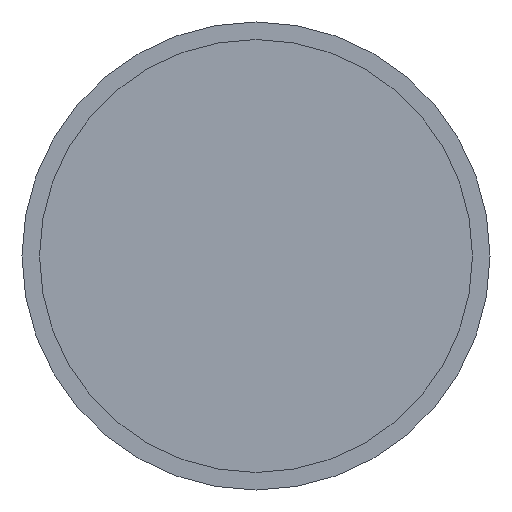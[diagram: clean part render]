
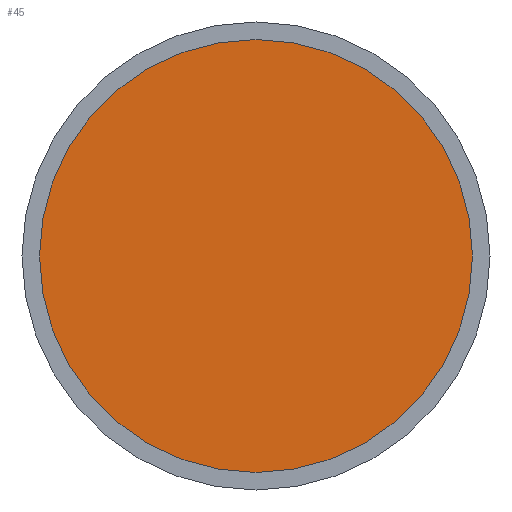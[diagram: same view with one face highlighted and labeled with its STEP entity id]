
A CAD part, front view. The second image highlights one B-rep face of the part: STEP entity #45.
In plain terms, the highlighted planar face has unit normal (0, -1, 0).
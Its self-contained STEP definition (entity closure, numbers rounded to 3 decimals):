
#45 = ADVANCED_FACE( '', ( #104 ), #105, .F. );
#104 = FACE_OUTER_BOUND( '', #187, .T. );
#105 = PLANE( '', #188 );
#187 = EDGE_LOOP( '', ( #298 ) );
#188 = AXIS2_PLACEMENT_3D( '', #299, #300, #301 );
#298 = ORIENTED_EDGE( '', *, *, #437, .T. );
#299 = CARTESIAN_POINT( '', ( 46.25, 3., 0. ) );
#300 = DIRECTION( '', ( 0., 1., 0. ) );
#301 = DIRECTION( '', ( 0., 0., 1. ) );
#437 = EDGE_CURVE( '', #487, #487, #488, .T. );
#487 = VERTEX_POINT( '', #560 );
#488 = CIRCLE( '', #561, 46.25 );
#560 = CARTESIAN_POINT( '', ( 0., 3., -46.25 ) );
#561 = AXIS2_PLACEMENT_3D( '', #642, #643, #644 );
#642 = CARTESIAN_POINT( '', ( 0., 3., 0. ) );
#643 = DIRECTION( '', ( 0., -1., 0. ) );
#644 = DIRECTION( '', ( 0., 0., -1. ) );
